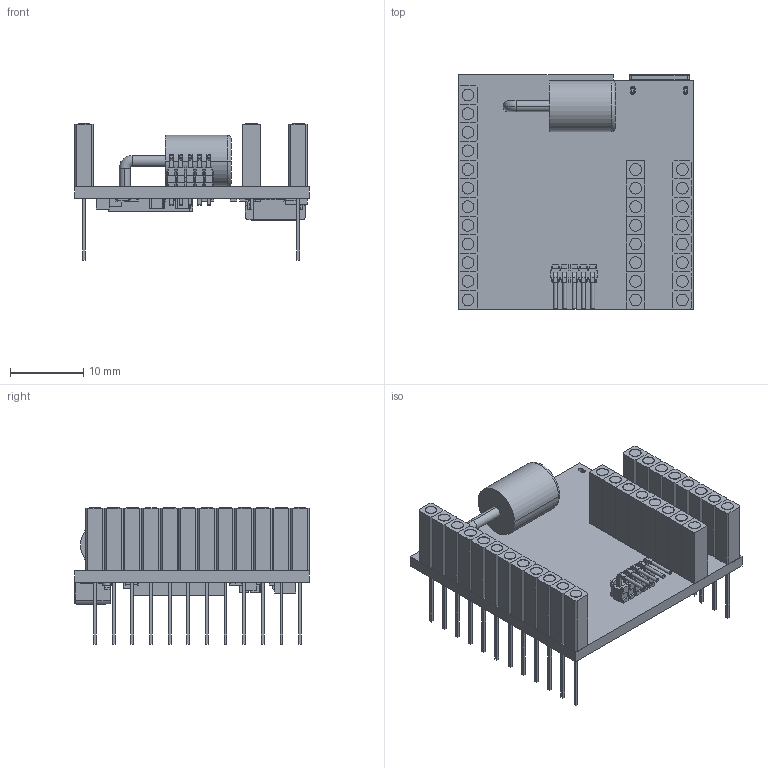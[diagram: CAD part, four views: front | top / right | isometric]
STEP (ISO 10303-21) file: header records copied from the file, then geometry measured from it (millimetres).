
FILE_DESCRIPTION(('Open CASCADE Model'),'2;1');
FILE_NAME('Open CASCADE Shape Model','2018-10-16T00:26:23',('Author'),( 'Open CASCADE'),'Open CASCADE STEP processor 6.8','Open CASCADE 6.8' ,'Unknown');
FILE_SCHEMA(('AUTOMOTIVE_DESIGN { 1 0 10303 214 1 1 1 1 }'));
Length unit declared in the file: millimetre
Products named in the file (77): PCB; Board; C9; 6336815040; Extruded; 6336815232; V4; 6353615552; R9; 6336814464; 6336814656; C1; 6336815616; 6336815424; R4; R2; R1; IC1; 6928220416; H5; 6353610176; 6353609408; Cylinder; 6353608448; H4; 6920322112; 6353609600; 6353607872; H3; TMS-105-02-L-S-RA; _T-1M6-05-02-S-RA; _TMS-105-S_header; C6; C5; C4; 6336812928; 6336813120; C3; C2; AN1 ...
Assembly tree (192 placements, depth 4):
  PCB
    Board
    C9
      6336815040
        Extruded
      6336815232  x2
        Extruded
    V4
      6353615552
        Extruded
    R9
      6336814464
        Extruded
      6336814656  x2
        Extruded
    C1
      6336815616  x2
        Extruded
      6336815424
        Extruded
    R4
      6336814464
        Extruded
      6336814656  x2
        Extruded
    R2
      6336814464
        Extruded
      6336814656  x2
        Extruded
    R1
      6336814464
        Extruded
      6336814656  x2
        Extruded
    IC1
      6928220416
        Extruded
    H5
      6353610176  x8
        Extruded
      6353609408  x8
        Cylinder
      6353608448  x8
        Extruded
    H4
      6920322112  x12
        Extruded
      6353609600  x12
        Cylinder
      6353607872  x12
        Extruded
    H3
      TMS-105-02-L-S-RA
        _T-1M6-05-02-S-RA
        _TMS-105-S_header
    C6
      6336815616  x2
        Extruded
      6336815424
Bounding box: 32 x 32 x 18.56 mm (x, y, z)
Volume: 3893.5 mm3; surface area: 6919.6 mm2
Topology: 145 solids, 145 shells, 1530 faces, 3599 edges, 2369 vertices
Faces by surface type: plane 1338, cylinder 172, torus 14, cone 6
Full cylindrical faces by diameter (mm): 0.508 x5, 0.7 x5, 0.889 x28, 1.219 x1, 1.6 x28
Entity records: 31906 total; most frequent: CARTESIAN_POINT 4886, DIRECTION 4579, ORIENTED_EDGE 4426, EDGE_CURVE 2213, LINE 1843, VECTOR 1843, VERTEX_POINT 1445, AXIS2_PLACEMENT_3D 1368
